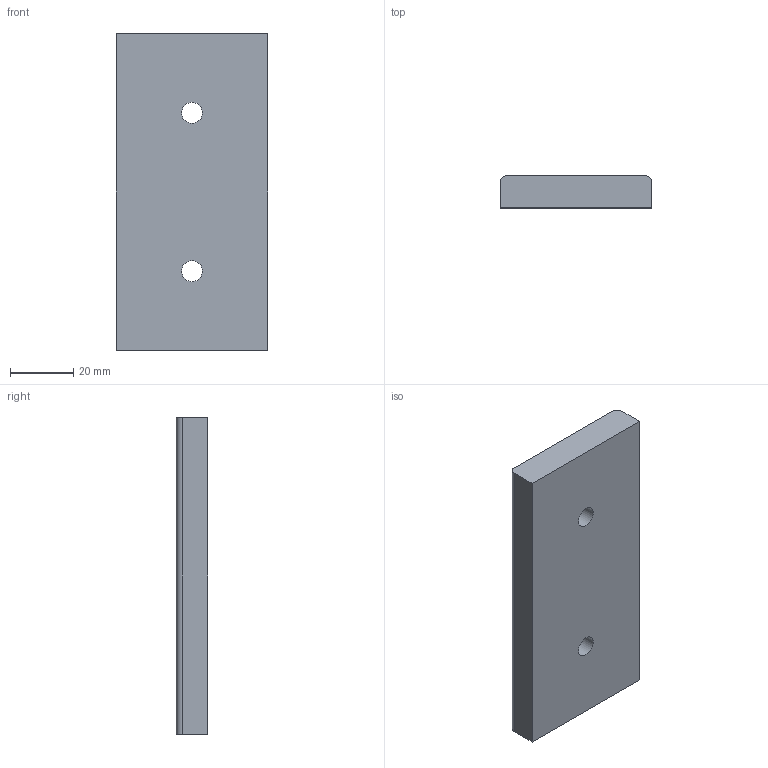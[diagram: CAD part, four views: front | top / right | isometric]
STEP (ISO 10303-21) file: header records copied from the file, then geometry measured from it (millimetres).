
FILE_DESCRIPTION( ( 'STEP AP203' ), ' ' );
FILE_NAME( '2961.70.048.100.stp', '2016-03-11T10:37:59', ( '' ), ( '' ), ' ', 'PARTsolutions', ' ' );
FILE_SCHEMA( ( 'CONFIG_CONTROL_DESIGN' ) );
Length unit declared in the file: millimetre
Products named in the file (1): _2961.70.048.100
Bounding box: 48 x 10 x 100 mm (x, y, z)
Volume: 46560.2 mm3; surface area: 12795.4 mm2
Topology: 1 solids, 1 shells, 14 faces, 30 edges, 20 vertices
Faces by surface type: plane 8, cylinder 6
Full cylindrical faces by diameter (mm): 6.6 x2, 11 x2
Entity records: 418 total; most frequent: DIRECTION 68, CARTESIAN_POINT 61, ORIENTED_EDGE 52, AXIS2_PLACEMENT_3D 27, EDGE_CURVE 26, EDGE_LOOP 24, VERTEX_POINT 20, FACE_OUTER_BOUND 18
